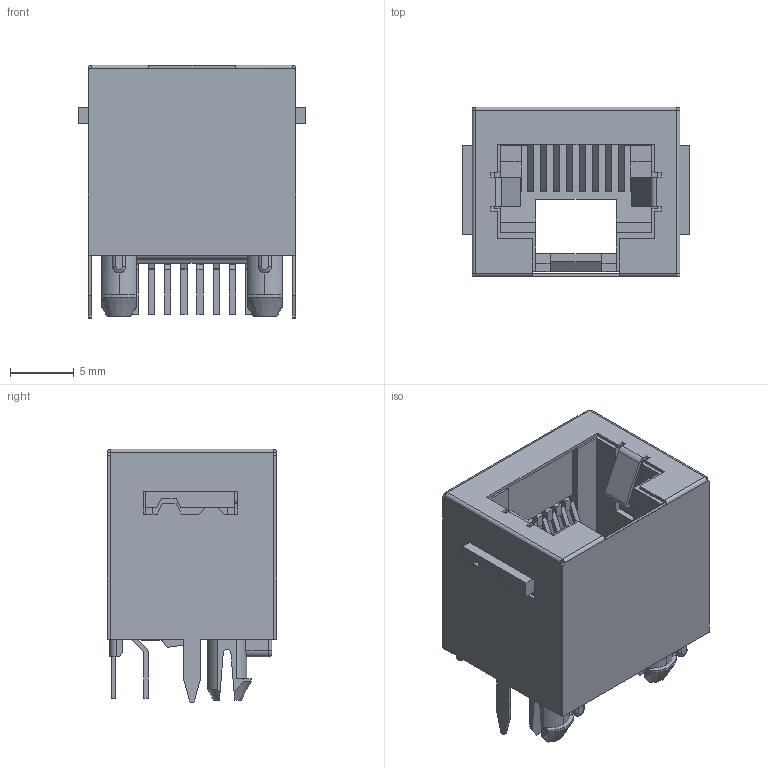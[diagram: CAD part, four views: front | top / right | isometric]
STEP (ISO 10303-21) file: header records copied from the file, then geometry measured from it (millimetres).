
FILE_DESCRIPTION (( 'STEP AP214' ), '1' );
FILE_NAME ('CUI_DEVICES_CRJ028-1H-TH.step', '2023-02-08T16:21:07', ( '' ), ( '' ), 'SwSTEP 2.0', 'SolidWorks 2022', '' );
FILE_SCHEMA (( 'AUTOMOTIVE_DESIGN' ));
Length unit declared in the file: inch
Products named in the file (1): CUI_DEVICES_CRJ028-1H-TH
Bounding box: 17.8 x 13.3 x 19.9 mm (x, y, z)
Volume: 1414.5 mm3; surface area: 4214.5 mm2
Topology: 2 solids, 2 shells, 584 faces, 1643 edges, 1051 vertices
Faces by surface type: plane 465, cylinder 107, sphere 6, cone 4, torus 2
Entity records: 26179 total; most frequent: CARTESIAN_POINT 3361, ORIENTED_EDGE 3274, DIRECTION 2998, EDGE_CURVE 1637, VECTOR 1398, LINE 1398, VERTEX_POINT 1051, AXIS2_PLACEMENT_3D 800
